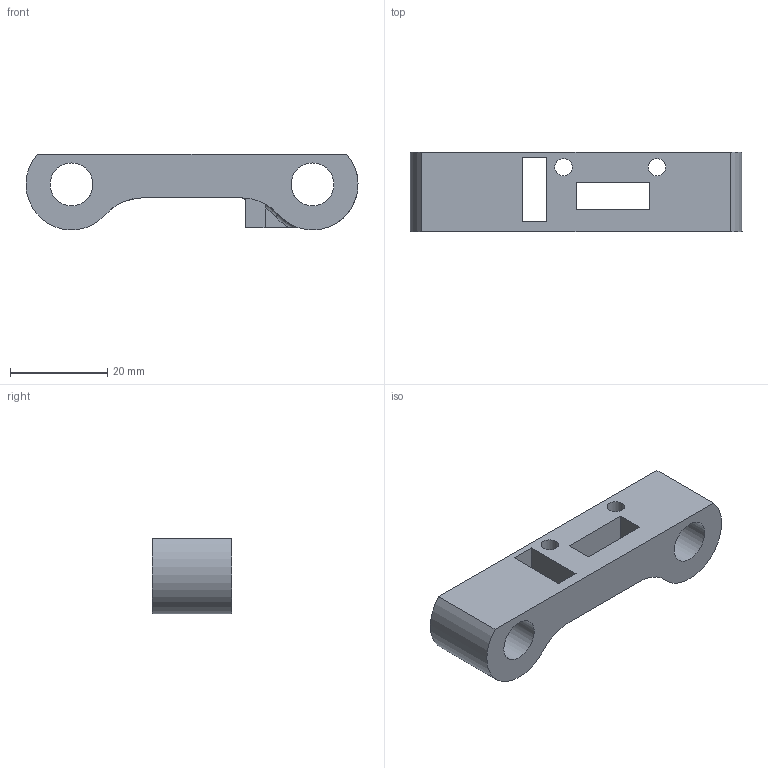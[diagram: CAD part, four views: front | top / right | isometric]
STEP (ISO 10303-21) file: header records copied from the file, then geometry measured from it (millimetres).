
FILE_DESCRIPTION(/* description */ (''),/* implementation_level */ '2;1');
FILE_NAME(/* name */ 'endstop_holder.step',/* time_stamp */ '2022-03-31T13:12:47-05:00',/* author */ (''),/* organization */ (''),/* preprocessor_version */ 'ST-DEVELOPER v18.1',/* originating_system */ 'Autodesk Translation Framework v10.13.0.1454',/* authorisation */ '');
FILE_SCHEMA (('AUTOMOTIVE_DESIGN { 1 0 10303 214 3 1 1 }'));
Length unit declared in the file: metre
Products named in the file (1): sensor_holder
Bounding box: 68.2 x 16.4 x 15.57 mm (x, y, z)
Volume: 9458.6 mm3; surface area: 5684 mm2
Topology: 1 solids, 1 shells, 29 faces, 91 edges, 61 vertices
Faces by surface type: plane 15, cylinder 12, torus 2
Full cylindrical faces by diameter (mm): 3 x2, 3.575 x2, 8.8 x2
Entity records: 1239 total; most frequent: CARTESIAN_POINT 346, ORIENTED_EDGE 182, DIRECTION 170, EDGE_CURVE 91, VERTEX_POINT 61, AXIS2_PLACEMENT_3D 58, LINE 54, VECTOR 54
